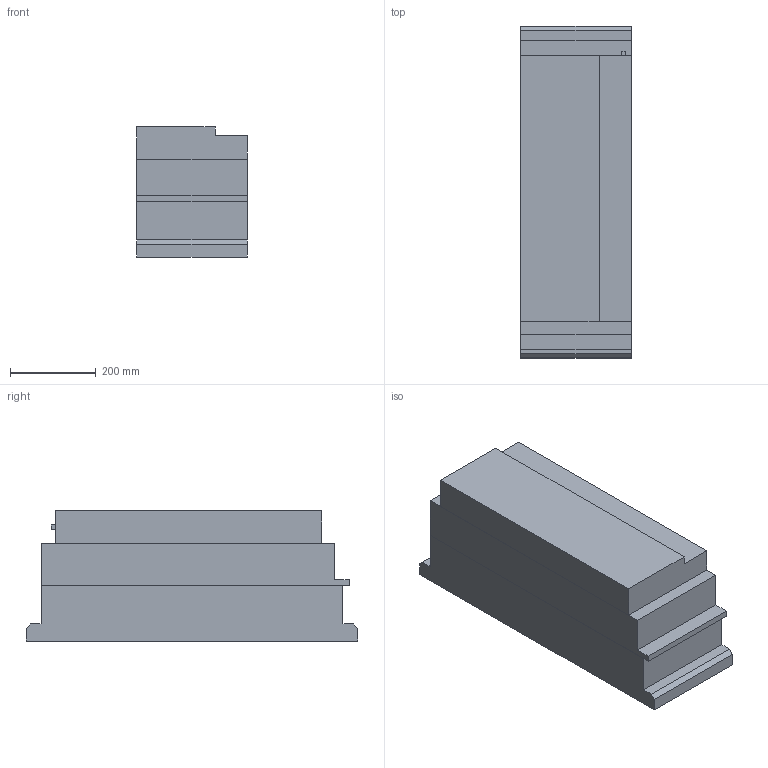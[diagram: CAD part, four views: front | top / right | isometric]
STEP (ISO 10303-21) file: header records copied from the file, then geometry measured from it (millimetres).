
FILE_DESCRIPTION(/* description */ (''),/* implementation_level */ '2;1');
FILE_NAME(/* name */ '3d_VLB31100A480XX.stp',/* time_stamp */ '2018-06-29T14:49:56+02:00',/* author */ ('Andrzej'),/* organization */ (''),/* preprocessor_version */ 'ST-DEVELOPER v16.13',/* originating_system */ 'AutoCAD Mechanical',/* authorisation */ '');
FILE_SCHEMA (('AUTOMOTIVE_DESIGN { 1 0 10303 214 3 1 1 }'));
Length unit declared in the file: millimetre
Products named in the file (1): Product
Bounding box: 258 x 775 x 304 mm (x, y, z)
Volume: 53038691.3 mm3; surface area: 1661455.7 mm2
Topology: 4 solids, 4 shells, 34 faces, 283 edges, 423 vertices
Faces by surface type: plane 34
Entity records: 2644 total; most frequent: CARTESIAN_POINT 780, DIRECTION 392, LINE 244, VECTOR 244, STYLED_ITEM 209, TRIMMED_CURVE 205, ORIENTED_EDGE 156, EDGE_CURVE 78
